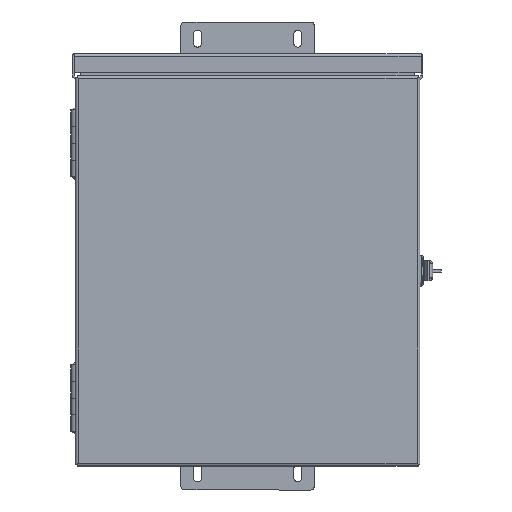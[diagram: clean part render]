
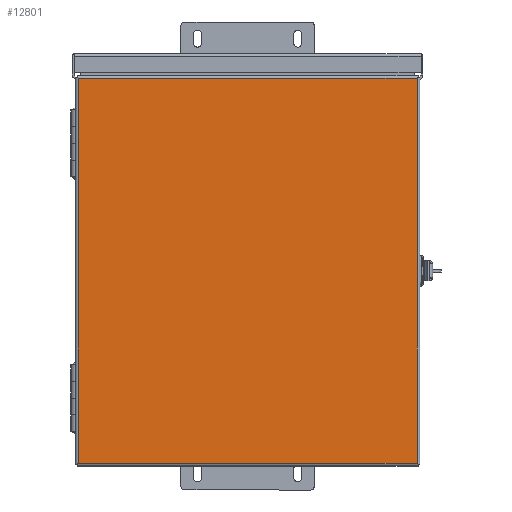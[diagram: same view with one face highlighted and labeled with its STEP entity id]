
A CAD part, front view. The second image highlights one B-rep face of the part: STEP entity #12801.
In plain terms, the highlighted planar face has unit normal (0, -1, 0).
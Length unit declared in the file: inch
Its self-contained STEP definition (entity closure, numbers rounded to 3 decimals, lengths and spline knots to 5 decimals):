
#2029 = VECTOR ( 'NONE', #26037, 39.37008 ) ;
#2890 = VECTOR ( 'NONE', #20674, 39.37008 ) ;
#3089 = VERTEX_POINT ( 'NONE', #18704 ) ;
#3094 = EDGE_CURVE ( 'NONE', #21503, #13010, #24507, .T. ) ;
#4273 = DIRECTION ( 'NONE',  ( 1., 0., 0. ) ) ;
#4536 = DIRECTION ( 'NONE',  ( 0., -1., 0. ) ) ;
#5821 = EDGE_LOOP ( 'NONE', ( #15143, #24138, #10086, #15644 ) ) ;
#5938 = VERTEX_POINT ( 'NONE', #9453 ) ;
#6059 = DIRECTION ( 'NONE',  ( 0., 0., 1. ) ) ;
#6407 = CARTESIAN_POINT ( 'NONE',  ( 5.06889, -6.217, -6.2 ) ) ;
#6568 = CARTESIAN_POINT ( 'NONE',  ( 5.06889, -6.217, -6.2 ) ) ;
#8183 = CARTESIAN_POINT ( 'NONE',  ( -5.07111, -6.217, 5.313 ) ) ;
#8292 = VECTOR ( 'NONE', #6059, 39.37008 ) ;
#9214 = LINE ( 'NONE', #19965, #2029 ) ;
#9453 = CARTESIAN_POINT ( 'NONE',  ( 5.06889, -6.217, 5.313 ) ) ;
#10086 = ORIENTED_EDGE ( 'NONE', *, *, #21938, .F. ) ;
#10492 = CARTESIAN_POINT ( 'NONE',  ( -5.07111, -6.217, -6.2 ) ) ;
#12325 = FACE_OUTER_BOUND ( 'NONE', #5821, .T. ) ;
#12801 = ADVANCED_FACE ( 'NONE', ( #12325 ), #25017, .T. ) ;
#13010 = VERTEX_POINT ( 'NONE', #24433 ) ;
#15143 = ORIENTED_EDGE ( 'NONE', *, *, #20334, .F. ) ;
#15644 = ORIENTED_EDGE ( 'NONE', *, *, #16044, .F. ) ;
#16044 = EDGE_CURVE ( 'NONE', #5938, #3089, #9214, .T. ) ;
#18704 = CARTESIAN_POINT ( 'NONE',  ( 5.06889, -6.217, -6.2 ) ) ;
#18910 = LINE ( 'NONE', #6407, #2890 ) ;
#19965 = CARTESIAN_POINT ( 'NONE',  ( 5.06889, -6.217, 5.313 ) ) ;
#20334 = EDGE_CURVE ( 'NONE', #13010, #5938, #24475, .T. ) ;
#20674 = DIRECTION ( 'NONE',  ( -1., 0., 0. ) ) ;
#21503 = VERTEX_POINT ( 'NONE', #26501 ) ;
#21938 = EDGE_CURVE ( 'NONE', #3089, #21503, #18910, .T. ) ;
#22584 = DIRECTION ( 'NONE',  ( 1., 0., 0. ) ) ;
#24138 = ORIENTED_EDGE ( 'NONE', *, *, #3094, .F. ) ;
#24433 = CARTESIAN_POINT ( 'NONE',  ( -5.07111, -6.217, 5.313 ) ) ;
#24475 = LINE ( 'NONE', #8183, #26385 ) ;
#24494 = AXIS2_PLACEMENT_3D ( 'NONE', #6568, #4536, #22584 ) ;
#24507 = LINE ( 'NONE', #10492, #8292 ) ;
#25017 = PLANE ( 'NONE',  #24494 ) ;
#26037 = DIRECTION ( 'NONE',  ( 0., 0., -1. ) ) ;
#26385 = VECTOR ( 'NONE', #4273, 39.37008 ) ;
#26501 = CARTESIAN_POINT ( 'NONE',  ( -5.07111, -6.217, -6.2 ) ) ;
